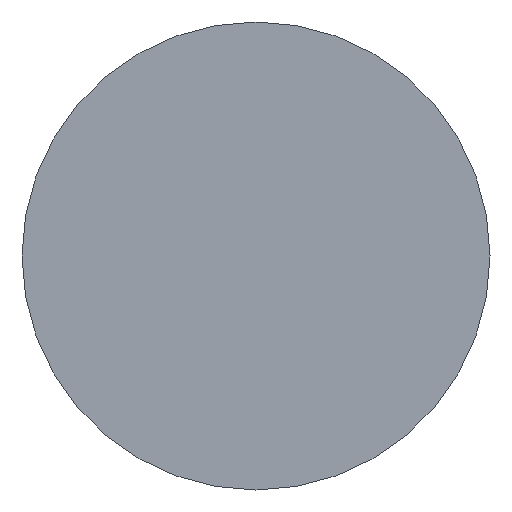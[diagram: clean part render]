
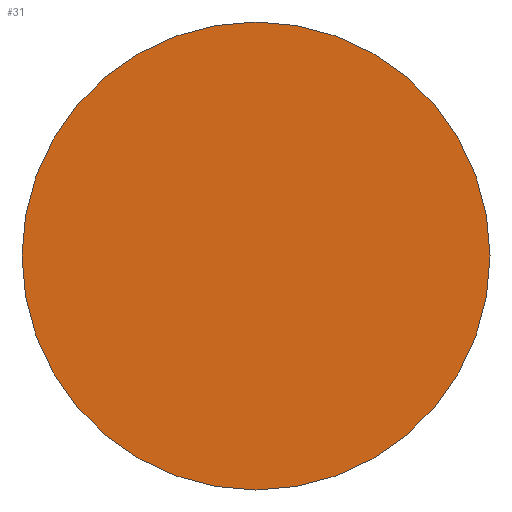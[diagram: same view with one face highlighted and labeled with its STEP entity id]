
A CAD part, left-side view. The second image highlights one B-rep face of the part: STEP entity #31.
In plain terms, the highlighted planar face has unit normal (-1, 0, 0).
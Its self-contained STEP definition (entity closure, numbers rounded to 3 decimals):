
#6 = EDGE_CURVE ( 'NONE', #117, #154, #164, .T. ) ;
#11 = ORIENTED_EDGE ( 'NONE', *, *, #6, .F. ) ;
#12 = PLANE ( 'NONE',  #75 ) ;
#25 = AXIS2_PLACEMENT_3D ( 'NONE', #171, #147, #61 ) ;
#26 = DIRECTION ( 'NONE',  ( 0., 0., -1. ) ) ;
#28 = CARTESIAN_POINT ( 'NONE',  ( -1.5, 0., 13.97 ) ) ;
#29 = CARTESIAN_POINT ( 'NONE',  ( -1.5, 0., 0. ) ) ;
#31 = ADVANCED_FACE ( 'NONE', ( #42 ), #12, .F. ) ;
#42 = FACE_OUTER_BOUND ( 'NONE', #86, .T. ) ;
#49 = AXIS2_PLACEMENT_3D ( 'NONE', #59, #135, #88 ) ;
#59 = CARTESIAN_POINT ( 'NONE',  ( -1.5, 0., 0. ) ) ;
#61 = DIRECTION ( 'NONE',  ( 0., 0., -1. ) ) ;
#75 = AXIS2_PLACEMENT_3D ( 'NONE', #29, #172, #26 ) ;
#81 = CIRCLE ( 'NONE', #49, 13.97 ) ;
#86 = EDGE_LOOP ( 'NONE', ( #169, #11 ) ) ;
#88 = DIRECTION ( 'NONE',  ( 0., 0., -1. ) ) ;
#117 = VERTEX_POINT ( 'NONE', #174 ) ;
#120 = EDGE_CURVE ( 'NONE', #154, #117, #81, .T. ) ;
#135 = DIRECTION ( 'NONE',  ( 1., 0., 0. ) ) ;
#147 = DIRECTION ( 'NONE',  ( 1., 0., 0. ) ) ;
#154 = VERTEX_POINT ( 'NONE', #28 ) ;
#164 = CIRCLE ( 'NONE', #25, 13.97 ) ;
#169 = ORIENTED_EDGE ( 'NONE', *, *, #120, .F. ) ;
#171 = CARTESIAN_POINT ( 'NONE',  ( -1.5, 0., 0. ) ) ;
#172 = DIRECTION ( 'NONE',  ( 1., 0., 0. ) ) ;
#174 = CARTESIAN_POINT ( 'NONE',  ( -1.5, 0., -13.97 ) ) ;
